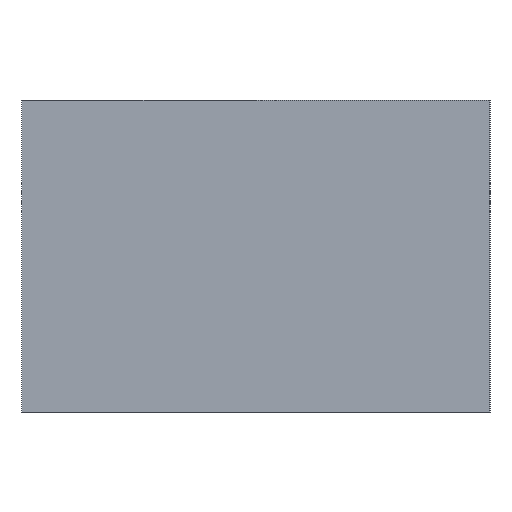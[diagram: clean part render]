
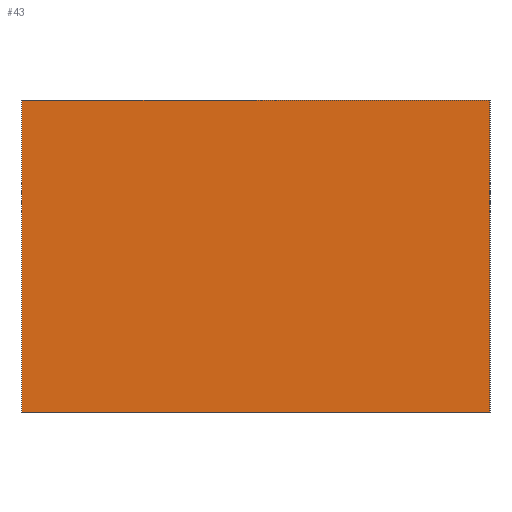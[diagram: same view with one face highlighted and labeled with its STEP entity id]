
A CAD part, left-side view. The second image highlights one B-rep face of the part: STEP entity #43.
In plain terms, the highlighted planar face has unit normal (-1, 0, 0).
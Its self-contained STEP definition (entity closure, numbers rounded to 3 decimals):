
#43=ADVANCED_FACE('',(#84),#85,.F.);
#84=FACE_OUTER_BOUND('',#118,.T.);
#85=PLANE('',#119);
#118=EDGE_LOOP('',(#173,#174,#175,#176));
#119=AXIS2_PLACEMENT_3D('',#177,#178,#179);
#173=ORIENTED_EDGE('',*,*,#219,.T.);
#174=ORIENTED_EDGE('',*,*,#213,.F.);
#175=ORIENTED_EDGE('',*,*,#216,.F.);
#176=ORIENTED_EDGE('',*,*,#208,.F.);
#177=CARTESIAN_POINT('',(-34.0,0.0,0.0));
#178=DIRECTION('',(1.0,0.0,0.0));
#179=DIRECTION('',(0.0,0.0,-1.0));
#208=EDGE_CURVE('',#240,#242,#243,.T.);
#213=EDGE_CURVE('',#249,#251,#252,.T.);
#216=EDGE_CURVE('',#242,#249,#255,.T.);
#219=EDGE_CURVE('',#240,#251,#258,.T.);
#240=VERTEX_POINT('',#282);
#242=VERTEX_POINT('',#285);
#243=LINE('',#286,#287);
#249=VERTEX_POINT('',#295);
#251=VERTEX_POINT('',#298);
#252=LINE('',#299,#300);
#255=LINE('',#304,#305);
#258=LINE('',#309,#310);
#282=CARTESIAN_POINT('',(-34.0,22.5,15.0));
#285=CARTESIAN_POINT('',(-34.0,-22.5,15.0));
#286=CARTESIAN_POINT('',(-34.0,0.0,15.0));
#287=VECTOR('',#332,1.0);
#295=CARTESIAN_POINT('',(-34.0,-22.5,-15.0));
#298=CARTESIAN_POINT('',(-34.0,22.5,-15.0));
#299=CARTESIAN_POINT('',(-34.0,0.0,-15.0));
#300=VECTOR('',#336,1.0);
#304=CARTESIAN_POINT('',(-34.0,-22.5,0.0));
#305=VECTOR('',#338,1.0);
#309=CARTESIAN_POINT('',(-34.0,22.5,0.0));
#310=VECTOR('',#340,1.0);
#332=DIRECTION('',(0.0,-1.0,0.0));
#336=DIRECTION('',(0.0,1.0,0.0));
#338=DIRECTION('',(0.0,0.0,-1.0));
#340=DIRECTION('',(0.0,0.0,-1.0));
